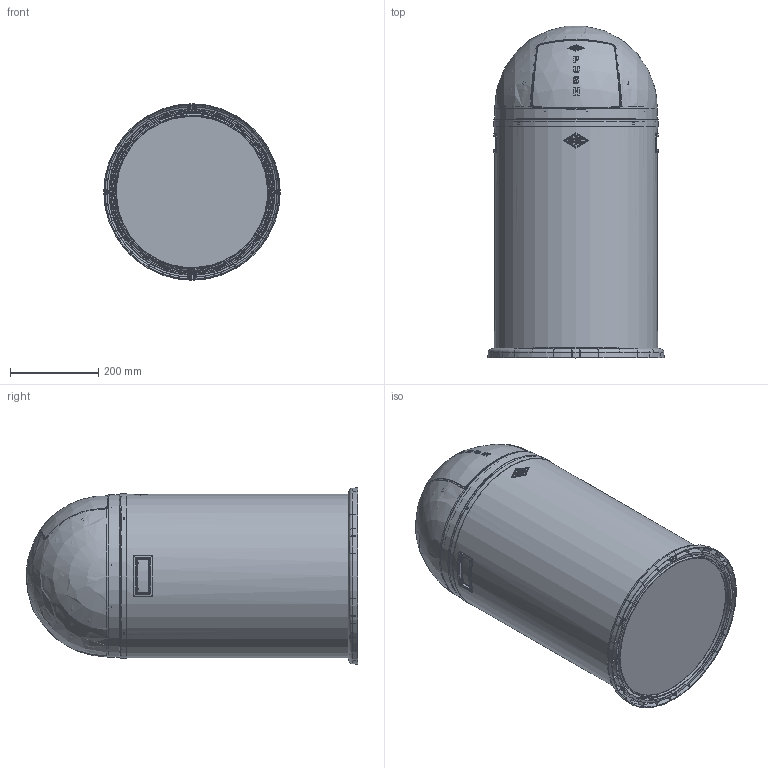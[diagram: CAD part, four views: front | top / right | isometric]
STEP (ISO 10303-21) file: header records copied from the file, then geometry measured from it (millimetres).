
FILE_DESCRIPTION(('STEP AP214'),'1');
FILE_NAME('V_Pushboy.STP','2026-01-20T07:46:09',(' '),(' '),'Spatial InterOp 3D',' ',' ');
FILE_SCHEMA(('AUTOMOTIVE_DESIGN { 1 0 10303 214 1 1 1 1 }'));
Length unit declared in the file: millimetre
Products named in the file (2): V_Pushboy; ASSEM1
Assembly tree (1 placements, depth 2):
  V_Pushboy
    ASSEM1
Bounding box: 399 x 750.35 x 399 mm (x, y, z)
Volume: 1250506 mm3; surface area: 3433979.4 mm2
Topology: 6 solids, 6 shells, 1327 faces, 3687 edges, 2377 vertices
Faces by surface type: plane 576, cylinder 317, bspline 183, torus 133, cone 77, sphere 41
Full cylindrical faces by diameter (mm): 3 x2, 3.3 x2, 3.8 x3, 4 x4, 4.5 x2, 10 x1, 15.2 x1, 286.8 x1, 342 x1, 343 x1, 361 x1, 363 x1, 365 x2, 367 x1, 368 x1, 369 x2, 371 x1, 373 x1
Entity records: 57354 total; most frequent: CARTESIAN_POINT 24510, ORIENTED_EDGE 7160, DIRECTION 6494, EDGE_CURVE 3580, AXIS2_PLACEMENT_3D 2474, VERTEX_POINT 2353, LINE 1546, VECTOR 1546
